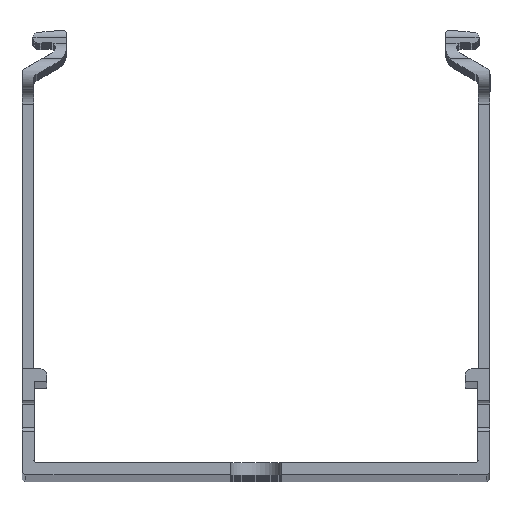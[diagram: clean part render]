
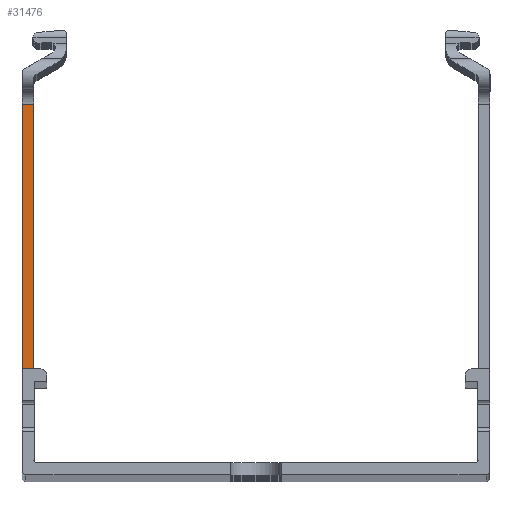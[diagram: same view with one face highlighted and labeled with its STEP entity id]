
A CAD part, top view. The second image highlights one B-rep face of the part: STEP entity #31476.
In plain terms, the highlighted planar face has unit normal (0, 0, 1).
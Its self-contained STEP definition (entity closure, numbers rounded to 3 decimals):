
#102 = CARTESIAN_POINT ( 'NONE',  ( -28.5, 47.527, 496. ) ) ;
#1742 = CARTESIAN_POINT ( 'NONE',  ( -28.5, 13.8, 496. ) ) ;
#2241 = EDGE_LOOP ( 'NONE', ( #54709, #43575, #34638, #7553, #59007, #44843 ) ) ;
#4199 = PLANE ( 'NONE',  #40549 ) ;
#5903 = CARTESIAN_POINT ( 'NONE',  ( -28.6, 13.7, 496. ) ) ;
#6127 = DIRECTION ( 'NONE',  ( 0.707, -0.707, 0. ) ) ;
#7290 = VECTOR ( 'NONE', #30452, 1000. ) ;
#7553 = ORIENTED_EDGE ( 'NONE', *, *, #19248, .F. ) ;
#9566 = LINE ( 'NONE', #5903, #61809 ) ;
#9901 = DIRECTION ( 'NONE',  ( 0., 1., 0. ) ) ;
#10016 = VECTOR ( 'NONE', #9901, 1000. ) ;
#12010 = VERTEX_POINT ( 'NONE', #1742 ) ;
#12451 = EDGE_CURVE ( 'NONE', #34075, #23701, #9566, .T. ) ;
#14399 = DIRECTION ( 'NONE',  ( 0., 0., 1. ) ) ;
#18164 = EDGE_CURVE ( 'NONE', #54678, #57503, #50895, .T. ) ;
#18953 = CARTESIAN_POINT ( 'NONE',  ( -30., 13.6, 496. ) ) ;
#19248 = EDGE_CURVE ( 'NONE', #23701, #57708, #45964, .T. ) ;
#20647 = VECTOR ( 'NONE', #25687, 1000. ) ;
#21354 = CARTESIAN_POINT ( 'NONE',  ( -28.5, 13.6, 496. ) ) ;
#21907 = LINE ( 'NONE', #35108, #10016 ) ;
#22725 = CARTESIAN_POINT ( 'NONE',  ( -30., 47.527, 496. ) ) ;
#23701 = VERTEX_POINT ( 'NONE', #21354 ) ;
#24073 = DIRECTION ( 'NONE',  ( 0., 1., 0. ) ) ;
#25687 = DIRECTION ( 'NONE',  ( -1., 0., 0. ) ) ;
#30077 = DIRECTION ( 'NONE',  ( -0.707, -0.707, 0. ) ) ;
#30452 = DIRECTION ( 'NONE',  ( -1., 0., 0. ) ) ;
#31476 = ADVANCED_FACE ( 'NONE', ( #65224 ), #4199, .T. ) ;
#34075 = VERTEX_POINT ( 'NONE', #46309 ) ;
#34638 = ORIENTED_EDGE ( 'NONE', *, *, #42966, .F. ) ;
#35108 = CARTESIAN_POINT ( 'NONE',  ( -28.5, 50.968, 496. ) ) ;
#35136 = CARTESIAN_POINT ( 'NONE',  ( -28.5, 13.8, 496. ) ) ;
#37321 = VECTOR ( 'NONE', #24073, 1000. ) ;
#39657 = CARTESIAN_POINT ( 'NONE',  ( 0., 13.6, 496. ) ) ;
#39720 = CARTESIAN_POINT ( 'NONE',  ( -30., 13.6, 496. ) ) ;
#40549 = AXIS2_PLACEMENT_3D ( 'NONE', #39657, #14399, #49846 ) ;
#42966 = EDGE_CURVE ( 'NONE', #57708, #57503, #49222, .T. ) ;
#43575 = ORIENTED_EDGE ( 'NONE', *, *, #18164, .T. ) ;
#44843 = ORIENTED_EDGE ( 'NONE', *, *, #50014, .F. ) ;
#45964 = LINE ( 'NONE', #55953, #20647 ) ;
#46309 = CARTESIAN_POINT ( 'NONE',  ( -28.6, 13.7, 496. ) ) ;
#49222 = LINE ( 'NONE', #18953, #37321 ) ;
#49674 = VECTOR ( 'NONE', #30077, 1000. ) ;
#49846 = DIRECTION ( 'NONE',  ( 0., -1., 0. ) ) ;
#50014 = EDGE_CURVE ( 'NONE', #12010, #34075, #64696, .T. ) ;
#50895 = LINE ( 'NONE', #55680, #7290 ) ;
#54678 = VERTEX_POINT ( 'NONE', #102 ) ;
#54709 = ORIENTED_EDGE ( 'NONE', *, *, #65077, .T. ) ;
#55680 = CARTESIAN_POINT ( 'NONE',  ( 0., 47.527, 496. ) ) ;
#55953 = CARTESIAN_POINT ( 'NONE',  ( 0., 13.6, 496. ) ) ;
#57503 = VERTEX_POINT ( 'NONE', #22725 ) ;
#57708 = VERTEX_POINT ( 'NONE', #39720 ) ;
#59007 = ORIENTED_EDGE ( 'NONE', *, *, #12451, .F. ) ;
#61809 = VECTOR ( 'NONE', #6127, 1000. ) ;
#64696 = LINE ( 'NONE', #35136, #49674 ) ;
#65077 = EDGE_CURVE ( 'NONE', #12010, #54678, #21907, .T. ) ;
#65224 = FACE_OUTER_BOUND ( 'NONE', #2241, .T. ) ;
